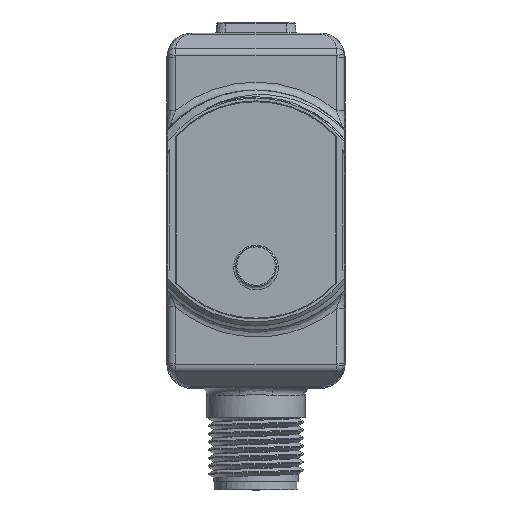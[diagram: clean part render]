
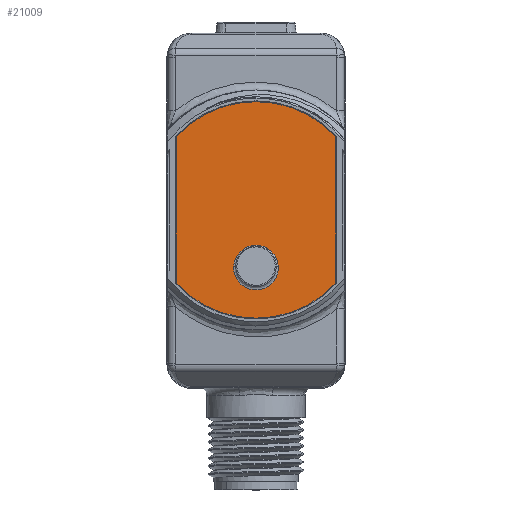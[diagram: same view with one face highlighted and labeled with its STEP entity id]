
A CAD part, top view. The second image highlights one B-rep face of the part: STEP entity #21009.
In plain terms, the highlighted planar face has unit normal (0, 0, 1).
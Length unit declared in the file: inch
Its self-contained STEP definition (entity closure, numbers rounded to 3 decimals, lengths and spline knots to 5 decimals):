
#8091=CARTESIAN_POINT('',(0.,0.,0.83071));
#8092=DIRECTION('',(0.,0.,1.));
#8093=DIRECTION('',(0.736,0.677,0.));
#8094=AXIS2_PLACEMENT_3D('',#8091,#8092,#8093);
#8096=DIRECTION('',(0.,1.,0.));
#8097=VECTOR('',#8096,0.71689);
#8098=CARTESIAN_POINT('',(0.38976,-0.35845,
0.83071));
#8099=LINE('',#8098,#8097);
#8100=CARTESIAN_POINT('',(0.,0.,0.83071));
#8101=DIRECTION('',(0.,0.,1.));
#8102=DIRECTION('',(-0.736,-0.677,0.));
#8103=AXIS2_PLACEMENT_3D('',#8100,#8101,#8102);
#8105=DIRECTION('',(0.,-1.,0.));
#8106=VECTOR('',#8105,0.71689);
#8107=CARTESIAN_POINT('',(-0.38976,0.35845,
0.83071));
#8108=LINE('',#8107,#8106);
#8113=CARTESIAN_POINT('',(0.10924,-0.27559,
0.83071));
#8114=CARTESIAN_POINT('',(0.10871,-0.26703,
0.83071));
#8115=CARTESIAN_POINT('',(0.1057,-0.25053,
0.83071));
#8116=CARTESIAN_POINT('',(0.0955,-0.22707,
0.83071));
#8117=CARTESIAN_POINT('',(0.08021,-0.20668,
0.83071));
#8118=CARTESIAN_POINT('',(0.0606,-0.1903,
0.83071));
#8119=CARTESIAN_POINT('',(0.03772,-0.17887,
0.83071));
#8120=CARTESIAN_POINT('',(0.01281,-0.17298,
0.83071));
#8121=CARTESIAN_POINT('',(-0.01281,-0.17298,
0.83071));
#8122=CARTESIAN_POINT('',(-0.03772,-0.17887,
0.83071));
#8123=CARTESIAN_POINT('',(-0.0606,-0.1903,
0.83071));
#8124=CARTESIAN_POINT('',(-0.08021,-0.20668,
0.83071));
#8125=CARTESIAN_POINT('',(-0.0955,-0.22707,
0.83071));
#8126=CARTESIAN_POINT('',(-0.1057,-0.25053,
0.83071));
#8127=CARTESIAN_POINT('',(-0.10871,-0.26703,
0.83071));
#8128=CARTESIAN_POINT('',(-0.10924,-0.27559,
0.83071));
#8213=CARTESIAN_POINT('',(-0.10924,-0.27559,
0.83071));
#8214=CARTESIAN_POINT('',(-0.10979,-0.28421,
0.83071));
#8215=CARTESIAN_POINT('',(-0.10886,-0.30106,
0.83071));
#8216=CARTESIAN_POINT('',(-0.10159,-0.32575,
0.83071));
#8217=CARTESIAN_POINT('',(-0.08881,-0.348,
0.83071));
#8218=CARTESIAN_POINT('',(-0.07122,-0.36673,
0.83071));
#8219=CARTESIAN_POINT('',(-0.04975,-0.3809,
0.83071));
#8220=CARTESIAN_POINT('',(-0.02557,-0.38972,
0.83071));
#8221=CARTESIAN_POINT('',(0.,-0.39272,
0.83071));
#8222=CARTESIAN_POINT('',(0.02557,-0.38972,
0.83071));
#8223=CARTESIAN_POINT('',(0.04975,-0.3809,
0.83071));
#8224=CARTESIAN_POINT('',(0.07122,-0.36673,
0.83071));
#8225=CARTESIAN_POINT('',(0.08881,-0.348,
0.83071));
#8226=CARTESIAN_POINT('',(0.10159,-0.32575,
0.83071));
#8227=CARTESIAN_POINT('',(0.10886,-0.30106,
0.83071));
#8228=CARTESIAN_POINT('',(0.10979,-0.28421,
0.83071));
#8229=CARTESIAN_POINT('',(0.10924,-0.27559,
0.83071));
#12065=CARTESIAN_POINT('',(0.38976,0.35845,
0.83071));
#12066=CARTESIAN_POINT('',(-0.38976,0.35845,
0.83071));
#12067=VERTEX_POINT('',#12065);
#12068=VERTEX_POINT('',#12066);
#12069=CARTESIAN_POINT('',(-0.38976,-0.35845,
0.83071));
#12070=VERTEX_POINT('',#12069);
#12071=CARTESIAN_POINT('',(0.38976,-0.35845,
0.83071));
#12072=VERTEX_POINT('',#12071);
#12073=VERTEX_POINT('',#8113);
#12074=VERTEX_POINT('',#8128);
#20991=CARTESIAN_POINT('',(0.,0.,0.83071));
#20992=DIRECTION('',(0.,0.,1.));
#20993=DIRECTION('',(0.,-1.,0.));
#20994=AXIS2_PLACEMENT_3D('',#20991,#20992,#20993);
#20995=PLANE('',#20994);
#20996=ORIENTED_EDGE('',*,*,#20891,.F.);
#20997=ORIENTED_EDGE('',*,*,#20909,.F.);
#20999=ORIENTED_EDGE('',*,*,#20998,.F.);
#21000=ORIENTED_EDGE('',*,*,#20981,.F.);
#21001=EDGE_LOOP('',(#20996,#20997,#20999,#21000));
#21002=FACE_OUTER_BOUND('',#21001,.F.);
#21004=ORIENTED_EDGE('',*,*,#21003,.T.);
#21006=ORIENTED_EDGE('',*,*,#21005,.T.);
#21007=EDGE_LOOP('',(#21004,#21006));
#21008=FACE_BOUND('',#21007,.F.);
#21009=ADVANCED_FACE('',(#21002,#21008),#20995,.T.);
#8095=CIRCLE('',#8094,0.52953);
#8104=CIRCLE('',#8103,0.52953);
#8129=B_SPLINE_CURVE_WITH_KNOTS('',3,(#8113,#8114,#8115,#8116,#8117,#8118,#8119,
#8120,#8121,#8122,#8123,#8124,#8125,#8126,#8127,#8128),.UNSPECIFIED.,.F.,.F.,(4,
1,1,1,1,1,1,1,1,1,1,1,1,4),(0.,0.07692,0.15385,
0.23077,0.30769,0.38462,0.46154,
0.53846,0.61538,0.69231,0.76923,
0.84615,0.92308,1.),.UNSPECIFIED.);
#8230=B_SPLINE_CURVE_WITH_KNOTS('',3,(#8213,#8214,#8215,#8216,#8217,#8218,#8219,
#8220,#8221,#8222,#8223,#8224,#8225,#8226,#8227,#8228,#8229),.UNSPECIFIED.,.F.,
.F.,(4,1,1,1,1,1,1,1,1,1,1,1,1,1,4),(0.,0.07143,0.14286,
0.21429,0.28571,0.35714,0.42857,0.5,
0.57143,0.64286,0.71429,0.78571,
0.85714,0.92857,1.),.UNSPECIFIED.);
#20891=EDGE_CURVE('',#12067,#12068,#8095,.T.);
#20909=EDGE_CURVE('',#12072,#12067,#8099,.T.);
#20981=EDGE_CURVE('',#12068,#12070,#8108,.T.);
#20998=EDGE_CURVE('',#12070,#12072,#8104,.T.);
#21003=EDGE_CURVE('',#12073,#12074,#8129,.T.);
#21005=EDGE_CURVE('',#12074,#12073,#8230,.T.);
